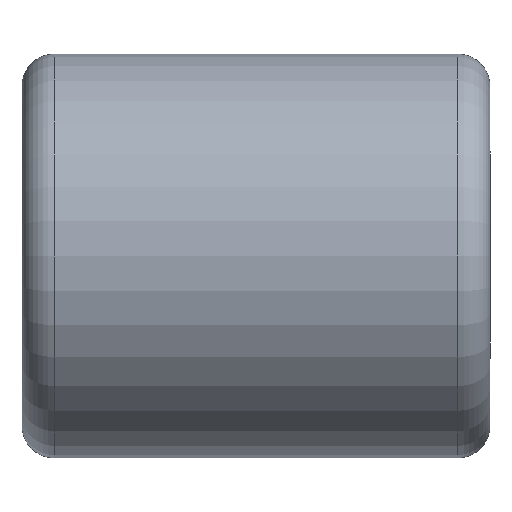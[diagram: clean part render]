
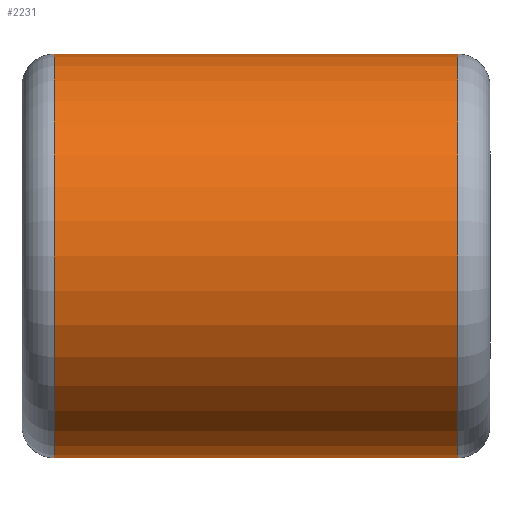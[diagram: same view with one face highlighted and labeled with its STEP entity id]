
A CAD part, front view. The second image highlights one B-rep face of the part: STEP entity #2231.
In plain terms, the highlighted cylindrical face has radius 41 mm (diameter 82 mm), a partial arc.
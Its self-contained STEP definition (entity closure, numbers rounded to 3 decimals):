
#305 = AXIS2_PLACEMENT_3D ( 'NONE', #4346, #4463, #5841 ) ;
#565 = ORIENTED_EDGE ( 'NONE', *, *, #6150, .T. ) ;
#867 = VERTEX_POINT ( 'NONE', #1226 ) ;
#910 = DIRECTION ( 'NONE',  ( -1., 0., 0. ) ) ;
#1226 = CARTESIAN_POINT ( 'NONE',  ( 41., 0., 250.987 ) ) ;
#1229 = CYLINDRICAL_SURFACE ( 'NONE', #305, 41. ) ;
#1313 = CARTESIAN_POINT ( 'NONE',  ( -41., 0., 291.987 ) ) ;
#1425 = EDGE_LOOP ( 'NONE', ( #1573, #1508, #6100, #565 ) ) ;
#1508 = ORIENTED_EDGE ( 'NONE', *, *, #3501, .T. ) ;
#1512 = CARTESIAN_POINT ( 'NONE',  ( -57.637, 0., 250.987 ) ) ;
#1573 = ORIENTED_EDGE ( 'NONE', *, *, #4914, .F. ) ;
#1627 = CIRCLE ( 'NONE', #5212, 41. ) ;
#1729 = FACE_OUTER_BOUND ( 'NONE', #1425, .T. ) ;
#1800 = VECTOR ( 'NONE', #5548, 1000. ) ;
#2056 = CARTESIAN_POINT ( 'NONE',  ( 41., 0., 332.987 ) ) ;
#2065 = EDGE_CURVE ( 'NONE', #4292, #3731, #4053, .T. ) ;
#2229 = DIRECTION ( 'NONE',  ( -1., 0., 0. ) ) ;
#2231 = ADVANCED_FACE ( 'NONE', ( #1729 ), #1229, .T. ) ;
#2389 = VECTOR ( 'NONE', #910, 1000. ) ;
#2605 = CARTESIAN_POINT ( 'NONE',  ( 41., 0., 291.987 ) ) ;
#3501 = EDGE_CURVE ( 'NONE', #867, #4292, #3905, .T. ) ;
#3532 = VERTEX_POINT ( 'NONE', #5795 ) ;
#3731 = VERTEX_POINT ( 'NONE', #5928 ) ;
#3799 = AXIS2_PLACEMENT_3D ( 'NONE', #2605, #2229, #4263 ) ;
#3905 = CIRCLE ( 'NONE', #3799, 41. ) ;
#4053 = LINE ( 'NONE', #6111, #1800 ) ;
#4263 = DIRECTION ( 'NONE',  ( 0., 0., 1. ) ) ;
#4292 = VERTEX_POINT ( 'NONE', #2056 ) ;
#4346 = CARTESIAN_POINT ( 'NONE',  ( -57.637, 0., 291.987 ) ) ;
#4463 = DIRECTION ( 'NONE',  ( -1., 0., 0. ) ) ;
#4749 = DIRECTION ( 'NONE',  ( 1., 0., 0. ) ) ;
#4914 = EDGE_CURVE ( 'NONE', #867, #3532, #6285, .T. ) ;
#5212 = AXIS2_PLACEMENT_3D ( 'NONE', #1313, #4749, #6255 ) ;
#5548 = DIRECTION ( 'NONE',  ( -1., 0., 0. ) ) ;
#5795 = CARTESIAN_POINT ( 'NONE',  ( -41., 0., 250.987 ) ) ;
#5841 = DIRECTION ( 'NONE',  ( 0., 0., 1. ) ) ;
#5928 = CARTESIAN_POINT ( 'NONE',  ( -41., 0., 332.987 ) ) ;
#6100 = ORIENTED_EDGE ( 'NONE', *, *, #2065, .T. ) ;
#6111 = CARTESIAN_POINT ( 'NONE',  ( -57.637, 0., 332.987 ) ) ;
#6150 = EDGE_CURVE ( 'NONE', #3731, #3532, #1627, .T. ) ;
#6255 = DIRECTION ( 'NONE',  ( 0., 0., -1. ) ) ;
#6285 = LINE ( 'NONE', #1512, #2389 ) ;
